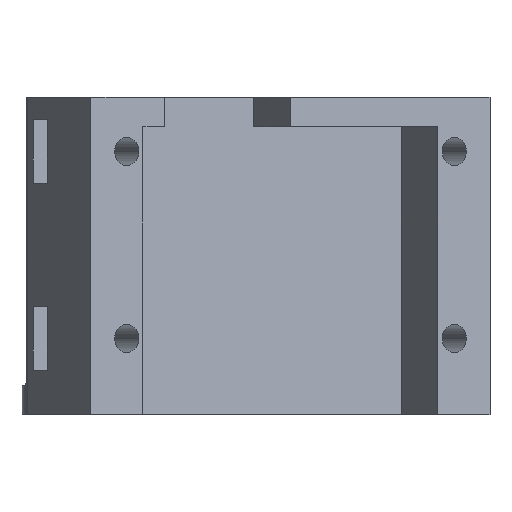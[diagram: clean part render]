
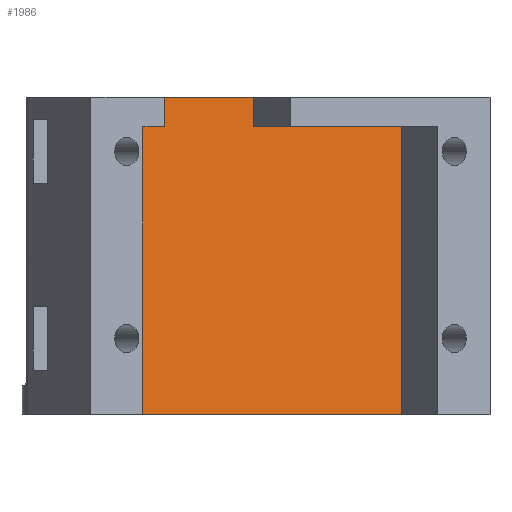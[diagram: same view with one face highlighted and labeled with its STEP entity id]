
A CAD part, left-side view. The second image highlights one B-rep face of the part: STEP entity #1986.
In plain terms, the highlighted planar face has unit normal (-0.854, -0.521, 0).
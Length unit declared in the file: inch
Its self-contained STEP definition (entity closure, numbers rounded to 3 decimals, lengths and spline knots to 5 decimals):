
#95 = LINE ( 'NONE', #650, #153 ) ;
#119 = VECTOR ( 'NONE', #1702, 39.37008 ) ;
#123 = DIRECTION ( 'NONE',  ( 0.521, -0.854, 0. ) ) ;
#148 = VERTEX_POINT ( 'NONE', #362 ) ;
#153 = VECTOR ( 'NONE', #676, 39.37008 ) ;
#241 = LINE ( 'NONE', #2338, #2192 ) ;
#261 = LINE ( 'NONE', #1966, #1595 ) ;
#263 = EDGE_CURVE ( 'NONE', #583, #2296, #972, .T. ) ;
#277 = DIRECTION ( 'NONE',  ( -0.521, 0.854, 0. ) ) ;
#362 = CARTESIAN_POINT ( 'NONE',  ( -0.11917, 1.01186, 1.18 ) ) ;
#364 = VECTOR ( 'NONE', #373, 39.37008 ) ;
#373 = DIRECTION ( 'NONE',  ( 0., 0., -1. ) ) ;
#408 = ORIENTED_EDGE ( 'NONE', *, *, #1053, .T. ) ;
#513 = LINE ( 'NONE', #2057, #2421 ) ;
#583 = VERTEX_POINT ( 'NONE', #1129 ) ;
#588 = ORIENTED_EDGE ( 'NONE', *, *, #1162, .T. ) ;
#591 = VERTEX_POINT ( 'NONE', #1323 ) ;
#608 = ORIENTED_EDGE ( 'NONE', *, *, #1468, .F. ) ;
#650 = CARTESIAN_POINT ( 'NONE',  ( -0.85749, 2.22169, 0.12 ) ) ;
#676 = DIRECTION ( 'NONE',  ( 0., 0., -1. ) ) ;
#749 = CARTESIAN_POINT ( 'NONE',  ( -0.48833, 1.61678, 1.18 ) ) ;
#766 = DIRECTION ( 'NONE',  ( -0.521, 0.854, 0. ) ) ;
#792 = CARTESIAN_POINT ( 'NONE',  ( -0.80273, 2.13195, 1.3 ) ) ;
#972 = LINE ( 'NONE', #1007, #2180 ) ;
#1007 = CARTESIAN_POINT ( 'NONE',  ( -0.11917, 1.01186, 0. ) ) ;
#1024 = DIRECTION ( 'NONE',  ( 0., 0., 1. ) ) ;
#1053 = EDGE_CURVE ( 'NONE', #591, #1474, #513, .T. ) ;
#1054 = EDGE_CURVE ( 'NONE', #2410, #1474, #1826, .T. ) ;
#1056 = CARTESIAN_POINT ( 'NONE',  ( -0.11917, 1.01186, 0.12 ) ) ;
#1086 = CARTESIAN_POINT ( 'NONE',  ( -0.48833, 1.61678, 1.18 ) ) ;
#1129 = CARTESIAN_POINT ( 'NONE',  ( -0.11917, 1.01186, 0. ) ) ;
#1162 = EDGE_CURVE ( 'NONE', #2410, #1934, #261, .T. ) ;
#1186 = CARTESIAN_POINT ( 'NONE',  ( -0.85749, 2.22169, 1.18 ) ) ;
#1229 = VERTEX_POINT ( 'NONE', #1086 ) ;
#1231 = DIRECTION ( 'NONE',  ( -0.521, 0.854, 0. ) ) ;
#1323 = CARTESIAN_POINT ( 'NONE',  ( -0.48833, 1.61678, 1.3 ) ) ;
#1390 = ORIENTED_EDGE ( 'NONE', *, *, #2378, .T. ) ;
#1394 = EDGE_LOOP ( 'NONE', ( #608, #1832, #2018, #408, #1951, #588, #1390, #2337 ) ) ;
#1468 = EDGE_CURVE ( 'NONE', #148, #583, #1731, .T. ) ;
#1469 = PLANE ( 'NONE',  #2451 ) ;
#1474 = VERTEX_POINT ( 'NONE', #792 ) ;
#1595 = VECTOR ( 'NONE', #1231, 39.37008 ) ;
#1658 = CARTESIAN_POINT ( 'NONE',  ( -0.80273, 2.13195, 1.18 ) ) ;
#1688 = LINE ( 'NONE', #749, #119 ) ;
#1702 = DIRECTION ( 'NONE',  ( -0.521, 0.854, 0. ) ) ;
#1717 = VECTOR ( 'NONE', #1837, 39.37008 ) ;
#1731 = LINE ( 'NONE', #1758, #364 ) ;
#1758 = CARTESIAN_POINT ( 'NONE',  ( -0.11917, 1.01186, 0.12 ) ) ;
#1826 = LINE ( 'NONE', #2017, #1717 ) ;
#1832 = ORIENTED_EDGE ( 'NONE', *, *, #2182, .T. ) ;
#1837 = DIRECTION ( 'NONE',  ( 0., 0., 1. ) ) ;
#1934 = VERTEX_POINT ( 'NONE', #1186 ) ;
#1936 = CARTESIAN_POINT ( 'NONE',  ( -0.85749, 2.22169, 0. ) ) ;
#1951 = ORIENTED_EDGE ( 'NONE', *, *, #1054, .F. ) ;
#1966 = CARTESIAN_POINT ( 'NONE',  ( -0.80273, 2.13195, 1.18 ) ) ;
#1986 = ADVANCED_FACE ( 'NONE', ( #2059 ), #1469, .T. ) ;
#2017 = CARTESIAN_POINT ( 'NONE',  ( -0.80273, 2.13195, 1.18 ) ) ;
#2018 = ORIENTED_EDGE ( 'NONE', *, *, #2348, .T. ) ;
#2033 = DIRECTION ( 'NONE',  ( -0.854, -0.521, 0. ) ) ;
#2057 = CARTESIAN_POINT ( 'NONE',  ( -0.11917, 1.01186, 1.3 ) ) ;
#2059 = FACE_OUTER_BOUND ( 'NONE', #1394, .T. ) ;
#2180 = VECTOR ( 'NONE', #766, 39.37008 ) ;
#2182 = EDGE_CURVE ( 'NONE', #148, #1229, #1688, .T. ) ;
#2192 = VECTOR ( 'NONE', #1024, 39.37008 ) ;
#2296 = VERTEX_POINT ( 'NONE', #1936 ) ;
#2337 = ORIENTED_EDGE ( 'NONE', *, *, #263, .F. ) ;
#2338 = CARTESIAN_POINT ( 'NONE',  ( -0.48833, 1.61678, 1.18 ) ) ;
#2348 = EDGE_CURVE ( 'NONE', #1229, #591, #241, .T. ) ;
#2378 = EDGE_CURVE ( 'NONE', #1934, #2296, #95, .T. ) ;
#2410 = VERTEX_POINT ( 'NONE', #1658 ) ;
#2421 = VECTOR ( 'NONE', #277, 39.37008 ) ;
#2451 = AXIS2_PLACEMENT_3D ( 'NONE', #1056, #2033, #123 ) ;
